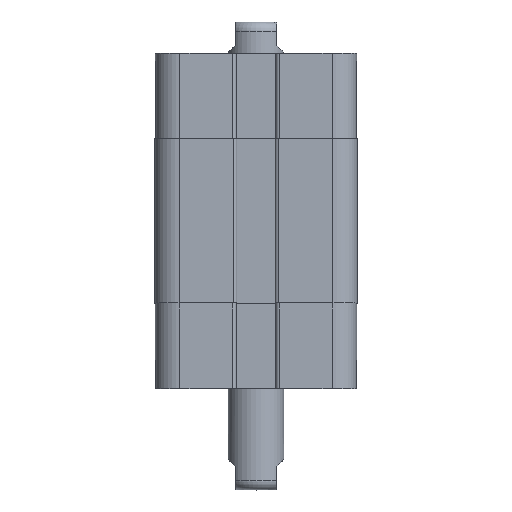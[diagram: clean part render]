
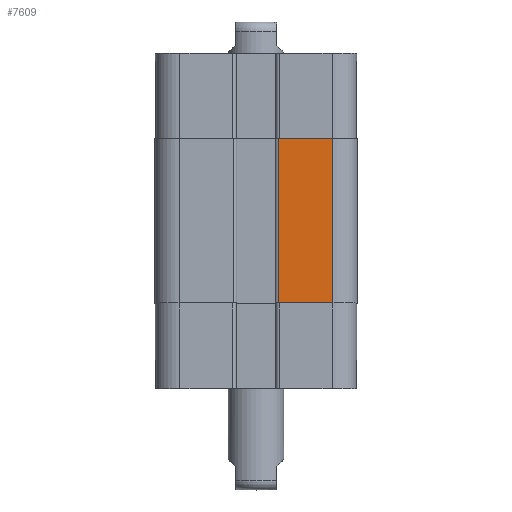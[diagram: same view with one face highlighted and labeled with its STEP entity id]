
A CAD part, top view. The second image highlights one B-rep face of the part: STEP entity #7609.
In plain terms, the highlighted planar face has unit normal (0, 0, 1).
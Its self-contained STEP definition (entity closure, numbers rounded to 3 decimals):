
#4871=CARTESIAN_POINT('',(3.25,11.75,14.525));
#4872=VERTEX_POINT('',#4871);
#4880=CARTESIAN_POINT('',(11.025,11.75,14.525));
#4881=VERTEX_POINT('',#4880);
#4882=CARTESIAN_POINT('',(11.025,11.75,14.525));
#4883=DIRECTION('',(-1.0,0.0,0.0));
#4884=VECTOR('',#4883,7.775);
#4885=LINE('',#4882,#4884);
#4886=EDGE_CURVE('',#4881,#4872,#4885,.T.);
#7192=CARTESIAN_POINT('',(11.025,-11.75,14.525));
#7193=VERTEX_POINT('',#7192);
#7201=CARTESIAN_POINT('',(3.25,-11.75,14.525));
#7202=VERTEX_POINT('',#7201);
#7203=CARTESIAN_POINT('',(3.25,-11.75,14.525));
#7204=DIRECTION('',(1.0,0.0,0.0));
#7205=VECTOR('',#7204,7.775);
#7206=LINE('',#7203,#7205);
#7207=EDGE_CURVE('',#7202,#7193,#7206,.T.);
#7582=CARTESIAN_POINT('',(11.025,11.75,14.525));
#7583=DIRECTION('',(0.0,-1.0,0.0));
#7584=VECTOR('',#7583,23.5);
#7585=LINE('',#7582,#7584);
#7586=EDGE_CURVE('',#4881,#7193,#7585,.T.);
#7593=CARTESIAN_POINT('',(11.025,0.0,14.525));
#7594=DIRECTION('',(0.0,0.0,1.0));
#7595=DIRECTION('',(1.0,0.0,0.0));
#7596=AXIS2_PLACEMENT_3D('',#7593,#7594,#7595);
#7597=PLANE('',#7596);
#7598=ORIENTED_EDGE('',*,*,#4886,.T.);
#7599=CARTESIAN_POINT('',(3.25,11.75,14.525));
#7600=DIRECTION('',(0.0,-1.0,0.0));
#7601=VECTOR('',#7600,23.5);
#7602=LINE('',#7599,#7601);
#7603=EDGE_CURVE('',#4872,#7202,#7602,.T.);
#7604=ORIENTED_EDGE('',*,*,#7603,.T.);
#7605=ORIENTED_EDGE('',*,*,#7207,.T.);
#7606=ORIENTED_EDGE('',*,*,#7586,.F.);
#7607=EDGE_LOOP('',(#7598,#7604,#7605,#7606));
#7608=FACE_OUTER_BOUND('',#7607,.T.);
#7609=ADVANCED_FACE('',(#7608),#7597,.T.);
